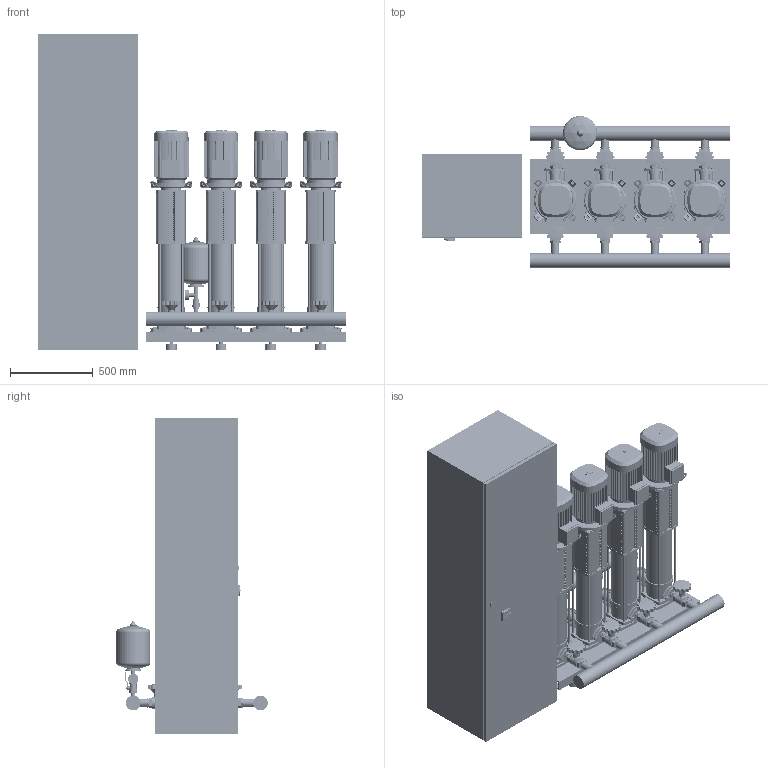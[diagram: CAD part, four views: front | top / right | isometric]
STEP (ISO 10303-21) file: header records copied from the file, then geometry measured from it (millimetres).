
FILE_DESCRIPTION((''),'2;1');
FILE_NAME('3d_CO-4HELIXV1013_K_CC-01-2534129.stp','2016-01-25T09:03:34',(''),(''),'Mechanical Desktop 2009','Mechanical Desktop 2009',', , ');
FILE_SCHEMA(('CONFIG_CONTROL_DESIGN'));
Length unit declared in the file: millimetre
Products named in the file (1): Product
Bounding box: 1850 x 914.45 x 1900 mm (x, y, z)
Volume: 721021628.4 mm3; surface area: 16474988.9 mm2
Topology: 198 solids, 198 shells, 7423 faces, 19659 edges, 12898 vertices
Faces by surface type: plane 3307, bspline 1976, cylinder 1702, cone 308, torus 104, sphere 26
Entity records: 244589 total; most frequent: CARTESIAN_POINT 60515, ORIENTED_EDGE 39286, DIRECTION 35385, EDGE_CURVE 19643, VECTOR 13085, LINE 13085, VERTEX_POINT 12892, AXIS2_PLACEMENT_3D 11150
